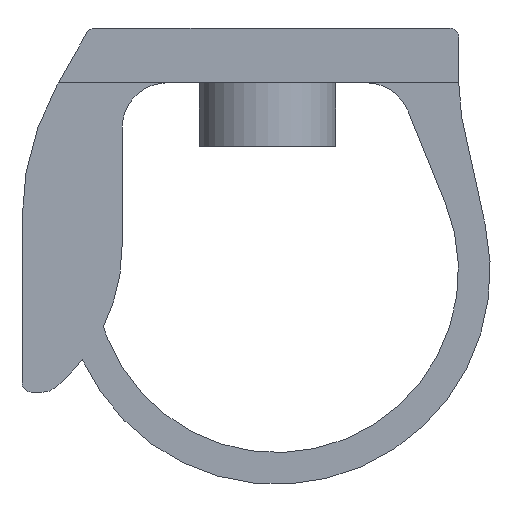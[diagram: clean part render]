
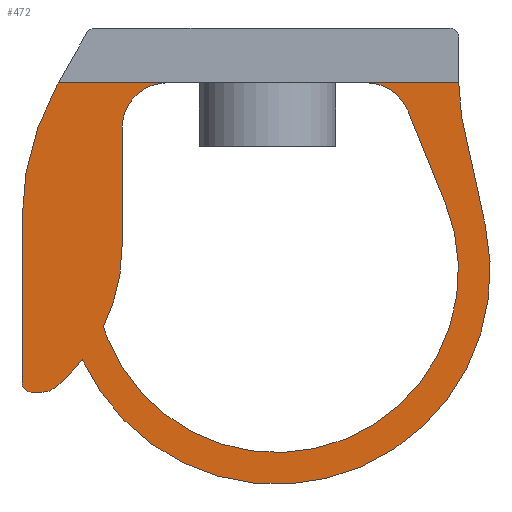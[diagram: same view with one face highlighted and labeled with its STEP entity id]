
A CAD part, front view. The second image highlights one B-rep face of the part: STEP entity #472.
In plain terms, the highlighted planar face has unit normal (0, -1, 0).
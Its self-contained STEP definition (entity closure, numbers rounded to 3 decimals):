
#321=AXIS2_PLACEMENT_3D('Circle Axis2P3D',#319,#320,$) ;
#341=AXIS2_PLACEMENT_3D('Plane Axis2P3D',#338,#339,#340) ;
#352=AXIS2_PLACEMENT_3D('Circle Axis2P3D',#350,#351,$) ;
#359=AXIS2_PLACEMENT_3D('Circle Axis2P3D',#357,#358,$) ;
#366=AXIS2_PLACEMENT_3D('Circle Axis2P3D',#364,#365,$) ;
#380=AXIS2_PLACEMENT_3D('Circle Axis2P3D',#378,#379,$) ;
#392=AXIS2_PLACEMENT_3D('Circle Axis2P3D',#390,#391,$) ;
#406=AXIS2_PLACEMENT_3D('Circle Axis2P3D',#404,#405,$) ;
#420=AXIS2_PLACEMENT_3D('Circle Axis2P3D',#418,#419,$) ;
#427=AXIS2_PLACEMENT_3D('Circle Axis2P3D',#425,#426,$) ;
#434=AXIS2_PLACEMENT_3D('Circle Axis2P3D',#432,#433,$) ;
#50=CARTESIAN_POINT('Vertex',(3.78,9.,4.414)) ;
#53=CARTESIAN_POINT('Line Origine',(4.29,9.,4.414)) ;
#57=CARTESIAN_POINT('Vertex',(4.8,9.,4.414)) ;
#78=CARTESIAN_POINT('Vertex',(0.402,9.,4.414)) ;
#81=CARTESIAN_POINT('Line Origine',(1.001,9.,4.414)) ;
#85=CARTESIAN_POINT('Vertex',(1.6,9.,4.414)) ;
#319=CARTESIAN_POINT('Axis2P3D Location',(3.78,9.,3.914)) ;
#323=CARTESIAN_POINT('Vertex',(4.244,9.,4.102)) ;
#338=CARTESIAN_POINT('Axis2P3D Location',(2.7,9.,5.014)) ;
#343=CARTESIAN_POINT('Line Origine',(4.447,9.,3.602)) ;
#347=CARTESIAN_POINT('Vertex',(4.651,9.,3.102)) ;
#350=CARTESIAN_POINT('Axis2P3D Location',(2.798,9.,2.348)) ;
#354=CARTESIAN_POINT('Vertex',(0.945,9.,1.595)) ;
#357=CARTESIAN_POINT('Axis2P3D Location',(2.798,9.,2.348)) ;
#361=CARTESIAN_POINT('Vertex',(0.895,9.,1.732)) ;
#364=CARTESIAN_POINT('Axis2P3D Location',(-0.9,9.,2.614)) ;
#368=CARTESIAN_POINT('Vertex',(1.1,9.,2.614)) ;
#371=CARTESIAN_POINT('Line Origine',(1.1,9.,3.264)) ;
#375=CARTESIAN_POINT('Vertex',(1.1,9.,3.914)) ;
#378=CARTESIAN_POINT('Axis2P3D Location',(1.6,9.,3.914)) ;
#383=CARTESIAN_POINT('Line Origine',(0.396,9.,4.403)) ;
#387=CARTESIAN_POINT('Vertex',(0.39,9.,4.393)) ;
#390=CARTESIAN_POINT('Axis2P3D Location',(3.,9.,2.914)) ;
#394=CARTESIAN_POINT('Vertex',(0.,9.,2.914)) ;
#397=CARTESIAN_POINT('Line Origine',(0.,9.,2.014)) ;
#401=CARTESIAN_POINT('Vertex',(0.,9.,1.114)) ;
#404=CARTESIAN_POINT('Axis2P3D Location',(0.1,9.,1.114)) ;
#408=CARTESIAN_POINT('Vertex',(0.1,9.,1.014)) ;
#411=CARTESIAN_POINT('Line Origine',(0.166,9.,1.014)) ;
#415=CARTESIAN_POINT('Vertex',(0.231,9.,1.014)) ;
#418=CARTESIAN_POINT('Axis2P3D Location',(0.231,9.,1.214)) ;
#422=CARTESIAN_POINT('Vertex',(0.357,9.,1.059)) ;
#425=CARTESIAN_POINT('Axis2P3D Location',(-0.9,9.,2.614)) ;
#429=CARTESIAN_POINT('Vertex',(0.664,9.,1.368)) ;
#432=CARTESIAN_POINT('Axis2P3D Location',(2.798,9.,2.348)) ;
#436=CARTESIAN_POINT('Vertex',(5.092,9.,2.85)) ;
#439=CARTESIAN_POINT('Line Origine',(4.963,9.,3.442)) ;
#443=CARTESIAN_POINT('Vertex',(4.833,9.,4.035)) ;
#446=CARTESIAN_POINT('Line Origine',(4.817,9.,4.225)) ;
#54=DIRECTION('Vector Direction',(-1.,0.,0.)) ;
#82=DIRECTION('Vector Direction',(-1.,0.,0.)) ;
#320=DIRECTION('Axis2P3D Direction',(0.,1.,0.)) ;
#339=DIRECTION('Axis2P3D Direction',(0.,1.,0.)) ;
#340=DIRECTION('Axis2P3D XDirection',(-1.,0.,0.)) ;
#344=DIRECTION('Vector Direction',(0.377,0.,-0.926)) ;
#351=DIRECTION('Axis2P3D Direction',(0.,1.,0.)) ;
#358=DIRECTION('Axis2P3D Direction',(0.,1.,0.)) ;
#365=DIRECTION('Axis2P3D Direction',(0.,1.,0.)) ;
#372=DIRECTION('Vector Direction',(0.,0.,1.)) ;
#379=DIRECTION('Axis2P3D Direction',(0.,1.,0.)) ;
#384=DIRECTION('Vector Direction',(-0.493,0.,-0.87)) ;
#391=DIRECTION('Axis2P3D Direction',(0.,1.,0.)) ;
#398=DIRECTION('Vector Direction',(0.,0.,1.)) ;
#405=DIRECTION('Axis2P3D Direction',(0.,1.,0.)) ;
#412=DIRECTION('Vector Direction',(-1.,0.,0.)) ;
#419=DIRECTION('Axis2P3D Direction',(0.,1.,0.)) ;
#426=DIRECTION('Axis2P3D Direction',(0.,1.,0.)) ;
#433=DIRECTION('Axis2P3D Direction',(0.,1.,0.)) ;
#440=DIRECTION('Vector Direction',(-0.214,0.,0.977)) ;
#447=DIRECTION('Vector Direction',(-0.087,0.,0.996)) ;
#55=VECTOR('Line Direction',#54,1.) ;
#83=VECTOR('Line Direction',#82,1.) ;
#345=VECTOR('Line Direction',#344,1.) ;
#373=VECTOR('Line Direction',#372,1.) ;
#385=VECTOR('Line Direction',#384,1.) ;
#399=VECTOR('Line Direction',#398,1.) ;
#413=VECTOR('Line Direction',#412,1.) ;
#441=VECTOR('Line Direction',#440,1.) ;
#448=VECTOR('Line Direction',#447,1.) ;
#452=ORIENTED_EDGE('',*,*,#59,.T.) ;
#453=ORIENTED_EDGE('',*,*,#325,.F.) ;
#454=ORIENTED_EDGE('',*,*,#349,.F.) ;
#455=ORIENTED_EDGE('',*,*,#356,.F.) ;
#456=ORIENTED_EDGE('',*,*,#363,.F.) ;
#457=ORIENTED_EDGE('',*,*,#370,.F.) ;
#458=ORIENTED_EDGE('',*,*,#377,.F.) ;
#459=ORIENTED_EDGE('',*,*,#382,.F.) ;
#460=ORIENTED_EDGE('',*,*,#87,.T.) ;
#461=ORIENTED_EDGE('',*,*,#389,.F.) ;
#462=ORIENTED_EDGE('',*,*,#396,.F.) ;
#463=ORIENTED_EDGE('',*,*,#403,.F.) ;
#464=ORIENTED_EDGE('',*,*,#410,.F.) ;
#465=ORIENTED_EDGE('',*,*,#417,.F.) ;
#466=ORIENTED_EDGE('',*,*,#424,.F.) ;
#467=ORIENTED_EDGE('',*,*,#431,.F.) ;
#468=ORIENTED_EDGE('',*,*,#438,.F.) ;
#469=ORIENTED_EDGE('',*,*,#445,.F.) ;
#470=ORIENTED_EDGE('',*,*,#450,.F.) ;
#472=ADVANCED_FACE('S3D gedreht',(#471),#342,.F.) ;
#322=CIRCLE('generated circle',#321,0.5) ;
#353=CIRCLE('generated circle',#352,2.) ;
#360=CIRCLE('generated circle',#359,2.) ;
#367=CIRCLE('generated circle',#366,2.) ;
#381=CIRCLE('generated circle',#380,0.5) ;
#393=CIRCLE('generated circle',#392,3.) ;
#407=CIRCLE('generated circle',#406,0.1) ;
#421=CIRCLE('generated circle',#420,0.2) ;
#428=CIRCLE('generated circle',#427,2.) ;
#435=CIRCLE('generated circle',#434,2.348) ;
#59=EDGE_CURVE('',#58,#51,#56,.T.) ;
#87=EDGE_CURVE('',#86,#79,#84,.T.) ;
#325=EDGE_CURVE('',#324,#51,#322,.F.) ;
#349=EDGE_CURVE('',#348,#324,#346,.F.) ;
#356=EDGE_CURVE('',#355,#348,#353,.F.) ;
#363=EDGE_CURVE('',#362,#355,#360,.F.) ;
#370=EDGE_CURVE('',#369,#362,#367,.T.) ;
#377=EDGE_CURVE('',#376,#369,#374,.F.) ;
#382=EDGE_CURVE('',#86,#376,#381,.F.) ;
#389=EDGE_CURVE('',#388,#79,#386,.F.) ;
#396=EDGE_CURVE('',#395,#388,#393,.T.) ;
#403=EDGE_CURVE('',#402,#395,#400,.T.) ;
#410=EDGE_CURVE('',#409,#402,#407,.T.) ;
#417=EDGE_CURVE('',#416,#409,#414,.T.) ;
#424=EDGE_CURVE('',#423,#416,#421,.T.) ;
#431=EDGE_CURVE('',#430,#423,#428,.T.) ;
#438=EDGE_CURVE('',#437,#430,#435,.T.) ;
#445=EDGE_CURVE('',#444,#437,#442,.F.) ;
#450=EDGE_CURVE('',#58,#444,#449,.F.) ;
#451=EDGE_LOOP('',(#452,#453,#454,#455,#456,#457,#458,#459,#460,#461,#462,#463,#464,#465,#466,#467,#468,#469,#470)) ;
#471=FACE_OUTER_BOUND('',#451,.T.) ;
#56=LINE('Line',#53,#55) ;
#84=LINE('Line',#81,#83) ;
#346=LINE('Line',#343,#345) ;
#374=LINE('Line',#371,#373) ;
#386=LINE('Line',#383,#385) ;
#400=LINE('Line',#397,#399) ;
#414=LINE('Line',#411,#413) ;
#442=LINE('Line',#439,#441) ;
#449=LINE('Line',#446,#448) ;
#342=PLANE('',#341) ;
#51=VERTEX_POINT('',#50) ;
#58=VERTEX_POINT('',#57) ;
#79=VERTEX_POINT('',#78) ;
#86=VERTEX_POINT('',#85) ;
#324=VERTEX_POINT('',#323) ;
#348=VERTEX_POINT('',#347) ;
#355=VERTEX_POINT('',#354) ;
#362=VERTEX_POINT('',#361) ;
#369=VERTEX_POINT('',#368) ;
#376=VERTEX_POINT('',#375) ;
#388=VERTEX_POINT('',#387) ;
#395=VERTEX_POINT('',#394) ;
#402=VERTEX_POINT('',#401) ;
#409=VERTEX_POINT('',#408) ;
#416=VERTEX_POINT('',#415) ;
#423=VERTEX_POINT('',#422) ;
#430=VERTEX_POINT('',#429) ;
#437=VERTEX_POINT('',#436) ;
#444=VERTEX_POINT('',#443) ;
